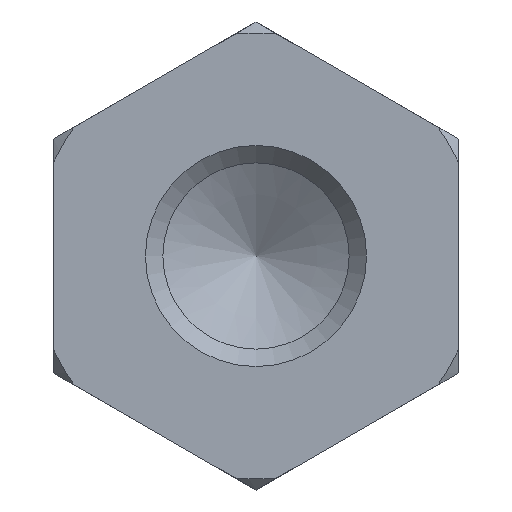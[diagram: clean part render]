
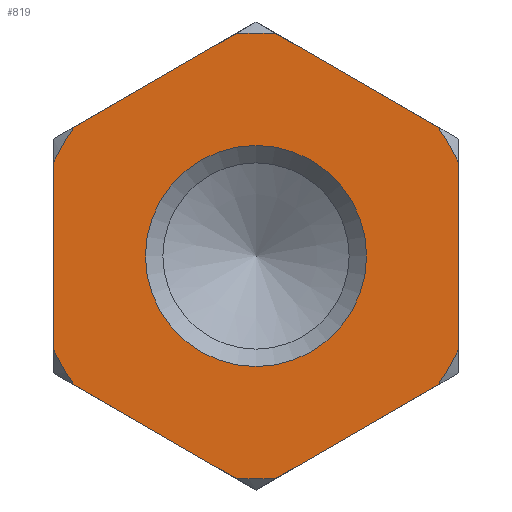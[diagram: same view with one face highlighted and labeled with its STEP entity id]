
A CAD part, front view. The second image highlights one B-rep face of the part: STEP entity #819.
In plain terms, the highlighted planar face has unit normal (0, -1, 0).
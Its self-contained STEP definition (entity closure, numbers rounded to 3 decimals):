
#819 = ADVANCED_FACE( '', ( #1696, #1697 ), #1698, .F. );
#1696 = FACE_BOUND( '', #2629, .T. );
#1697 = FACE_OUTER_BOUND( '', #2630, .T. );
#1698 = PLANE( '', #2631 );
#2629 = EDGE_LOOP( '', ( #5011 ) );
#2630 = EDGE_LOOP( '', ( #5012, #5013, #5014, #5015, #5016, #5017, #5018, #5019, #5020, #5021, #5022, #5023 ) );
#2631 = AXIS2_PLACEMENT_3D( '', #5024, #5025, #5026 );
#5011 = ORIENTED_EDGE( '', *, *, #6526, .F. );
#5012 = ORIENTED_EDGE( '', *, *, #6608, .F. );
#5013 = ORIENTED_EDGE( '', *, *, #6296, .T. );
#5014 = ORIENTED_EDGE( '', *, *, #6609, .F. );
#5015 = ORIENTED_EDGE( '', *, *, #6317, .T. );
#5016 = ORIENTED_EDGE( '', *, *, #6610, .F. );
#5017 = ORIENTED_EDGE( '', *, *, #6063, .T. );
#5018 = ORIENTED_EDGE( '', *, *, #6510, .F. );
#5019 = ORIENTED_EDGE( '', *, *, #5900, .T. );
#5020 = ORIENTED_EDGE( '', *, *, #6395, .F. );
#5021 = ORIENTED_EDGE( '', *, *, #6374, .T. );
#5022 = ORIENTED_EDGE( '', *, *, #6576, .F. );
#5023 = ORIENTED_EDGE( '', *, *, #6611, .T. );
#5024 = CARTESIAN_POINT( '', ( 12.1, 0., 0. ) );
#5025 = DIRECTION( '', ( 0., 1., 0. ) );
#5026 = DIRECTION( '', ( 0., 0., 1. ) );
#5900 = EDGE_CURVE( '', #7218, #7220, #7222, .T. );
#6063 = EDGE_CURVE( '', #7476, #7478, #7480, .T. );
#6296 = EDGE_CURVE( '', #7794, #7796, #7798, .T. );
#6317 = EDGE_CURVE( '', #7820, #7822, #7824, .T. );
#6374 = EDGE_CURVE( '', #7899, #7901, #7903, .T. );
#6395 = EDGE_CURVE( '', #7899, #7220, #7928, .T. );
#6510 = EDGE_CURVE( '', #7218, #7478, #8070, .T. );
#6526 = EDGE_CURVE( '', #8088, #8088, #8089, .T. );
#6576 = EDGE_CURVE( '', #8147, #7901, #8149, .T. );
#6608 = EDGE_CURVE( '', #7794, #8184, #8185, .T. );
#6609 = EDGE_CURVE( '', #7820, #7796, #8186, .T. );
#6610 = EDGE_CURVE( '', #7476, #7822, #8187, .T. );
#6611 = EDGE_CURVE( '', #8147, #8184, #8188, .T. );
#7218 = VERTEX_POINT( '', #8930 );
#7220 = VERTEX_POINT( '', #8935 );
#7222 = CIRCLE( '', #8940, 12.1 );
#7476 = VERTEX_POINT( '', #9333 );
#7478 = VERTEX_POINT( '', #9338 );
#7480 = CIRCLE( '', #9343, 12.1 );
#7794 = VERTEX_POINT( '', #9825 );
#7796 = VERTEX_POINT( '', #9830 );
#7798 = CIRCLE( '', #9835, 12.1 );
#7820 = VERTEX_POINT( '', #9867 );
#7822 = VERTEX_POINT( '', #9872 );
#7824 = CIRCLE( '', #9877, 12.1 );
#7899 = VERTEX_POINT( '', #9988 );
#7901 = VERTEX_POINT( '', #9993 );
#7903 = CIRCLE( '', #9998, 12.1 );
#7928 = LINE( '', #10034, #10035 );
#8070 = LINE( '', #10260, #10261 );
#8088 = VERTEX_POINT( '', #10291 );
#8089 = CIRCLE( '', #10292, 6. );
#8147 = VERTEX_POINT( '', #10374 );
#8149 = LINE( '', #10379, #10380 );
#8184 = VERTEX_POINT( '', #10431 );
#8185 = LINE( '', #10432, #10433 );
#8186 = LINE( '', #10434, #10435 );
#8187 = LINE( '', #10436, #10437 );
#8188 = CIRCLE( '', #10438, 12.1 );
#8930 = CARTESIAN_POINT( '', ( 11., 0., 5.041 ) );
#8935 = CARTESIAN_POINT( '', ( 9.865, 0., 7.006 ) );
#8940 = AXIS2_PLACEMENT_3D( '', #11069, #11070, #11071 );
#9333 = CARTESIAN_POINT( '', ( 9.865, 0., -7.006 ) );
#9338 = CARTESIAN_POINT( '', ( 11., 0., -5.041 ) );
#9343 = AXIS2_PLACEMENT_3D( '', #11203, #11204, #11205 );
#9825 = CARTESIAN_POINT( '', ( -11., 0., -5.041 ) );
#9830 = CARTESIAN_POINT( '', ( -9.865, 0., -7.006 ) );
#9835 = AXIS2_PLACEMENT_3D( '', #11371, #11372, #11373 );
#9867 = CARTESIAN_POINT( '', ( -1.135, 0., -12.047 ) );
#9872 = CARTESIAN_POINT( '', ( 1.135, 0., -12.047 ) );
#9877 = AXIS2_PLACEMENT_3D( '', #11384, #11385, #11386 );
#9988 = CARTESIAN_POINT( '', ( 1.135, 0., 12.047 ) );
#9993 = CARTESIAN_POINT( '', ( -1.135, 0., 12.047 ) );
#9998 = AXIS2_PLACEMENT_3D( '', #11423, #11424, #11425 );
#10034 = CARTESIAN_POINT( '', ( 14.575, 0., 4.287 ) );
#10035 = VECTOR( '', #11437, 1000. );
#10260 = CARTESIAN_POINT( '', ( 11., 0., 0. ) );
#10261 = VECTOR( '', #11511, 1000. );
#10291 = CARTESIAN_POINT( '', ( 0., 0., -6. ) );
#10292 = AXIS2_PLACEMENT_3D( '', #11519, #11520, #11521 );
#10374 = CARTESIAN_POINT( '', ( -9.865, 0., 7.006 ) );
#10379 = CARTESIAN_POINT( '', ( 3.575, 0., 14.766 ) );
#10380 = VECTOR( '', #11549, 1000. );
#10431 = CARTESIAN_POINT( '', ( -11., 0., 5.041 ) );
#10432 = CARTESIAN_POINT( '', ( -11., 0., 0. ) );
#10433 = VECTOR( '', #11566, 1000. );
#10434 = CARTESIAN_POINT( '', ( 3.575, 0., -14.766 ) );
#10435 = VECTOR( '', #11567, 1000. );
#10436 = CARTESIAN_POINT( '', ( 14.575, 0., -4.287 ) );
#10437 = VECTOR( '', #11568, 1000. );
#10438 = AXIS2_PLACEMENT_3D( '', #11569, #11570, #11571 );
#11069 = CARTESIAN_POINT( '', ( 0., 0., 0. ) );
#11070 = DIRECTION( '', ( 0., -1., 0. ) );
#11071 = DIRECTION( '', ( 0., 0., -1. ) );
#11203 = CARTESIAN_POINT( '', ( 0., 0., 0. ) );
#11204 = DIRECTION( '', ( 0., -1., 0. ) );
#11205 = DIRECTION( '', ( 0., 0., -1. ) );
#11371 = CARTESIAN_POINT( '', ( 0., 0., 0. ) );
#11372 = DIRECTION( '', ( 0., -1., 0. ) );
#11373 = DIRECTION( '', ( 0., 0., -1. ) );
#11384 = CARTESIAN_POINT( '', ( 0., 0., 0. ) );
#11385 = DIRECTION( '', ( 0., -1., 0. ) );
#11386 = DIRECTION( '', ( 0., 0., -1. ) );
#11423 = CARTESIAN_POINT( '', ( 0., 0., 0. ) );
#11424 = DIRECTION( '', ( 0., -1., 0. ) );
#11425 = DIRECTION( '', ( 0., 0., -1. ) );
#11437 = DIRECTION( '', ( 0.866, 0., -0.5 ) );
#11511 = DIRECTION( '', ( 0., 0., -1. ) );
#11519 = CARTESIAN_POINT( '', ( 0., 0., 0. ) );
#11520 = DIRECTION( '', ( 0., -1., 0. ) );
#11521 = DIRECTION( '', ( 0., 0., -1. ) );
#11549 = DIRECTION( '', ( 0.866, 0., 0.5 ) );
#11566 = DIRECTION( '', ( 0., 0., 1. ) );
#11567 = DIRECTION( '', ( -0.866, 0., 0.5 ) );
#11568 = DIRECTION( '', ( -0.866, 0., -0.5 ) );
#11569 = CARTESIAN_POINT( '', ( 0., 0., 0. ) );
#11570 = DIRECTION( '', ( 0., -1., 0. ) );
#11571 = DIRECTION( '', ( 0., 0., -1. ) );
